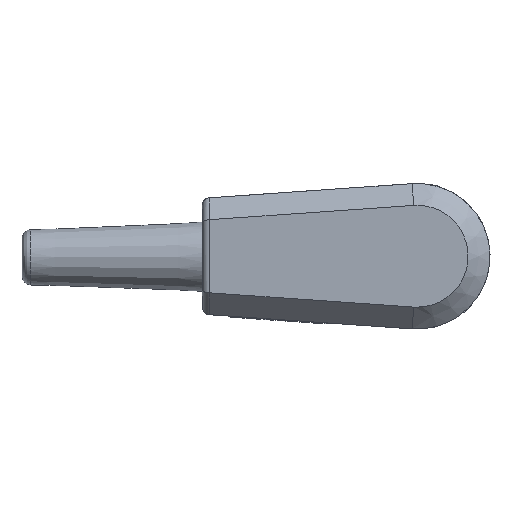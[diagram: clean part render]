
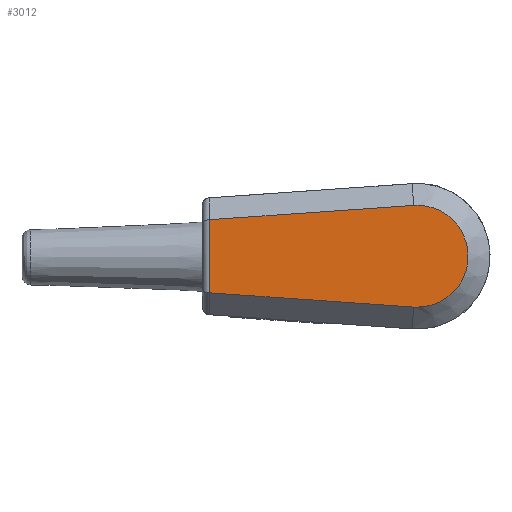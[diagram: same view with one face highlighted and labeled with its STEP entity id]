
A CAD part, left-side view. The second image highlights one B-rep face of the part: STEP entity #3012.
In plain terms, the highlighted planar face has unit normal (-1, 0, 0).
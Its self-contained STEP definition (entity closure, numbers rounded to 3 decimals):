
#3012=ADVANCED_FACE('4-0-6',(#3809),#3482,.T.);
#3482=PLANE('',#11637);
#3809=FACE_OUTER_BOUND('',#4298,.T.);
#4298=EDGE_LOOP('',(#5710,#5711,#5712,#5713));
#4765=CIRCLE('',#11636,7.);
#5710=ORIENTED_EDGE('',*,*,#9049,.T.);
#5711=ORIENTED_EDGE('',*,*,#9050,.T.);
#5712=ORIENTED_EDGE('',*,*,#9051,.T.);
#5713=ORIENTED_EDGE('',*,*,#9052,.T.);
#8040=VERTEX_POINT('',#15736);
#8041=VERTEX_POINT('',#15737);
#8042=VERTEX_POINT('',#15739);
#8043=VERTEX_POINT('',#15741);
#9049=EDGE_CURVE('',#8040,#8041,#10304,.T.);
#9050=EDGE_CURVE('',#8041,#8042,#10305,.T.);
#9051=EDGE_CURVE('',#8042,#8043,#4765,.T.);
#9052=EDGE_CURVE('',#8043,#8040,#10306,.T.);
#10304=LINE('',#15735,#11014);
#10305=LINE('',#15738,#11015);
#10306=LINE('',#15742,#11016);
#11014=VECTOR('',#13014,1.);
#11015=VECTOR('',#13015,1.);
#11016=VECTOR('',#13018,1.);
#11636=AXIS2_PLACEMENT_3D('',#15740,#13016,#13017);
#11637=AXIS2_PLACEMENT_3D('',#15743,#13019,#13020);
#13014=DIRECTION('',(0.,0.,-1.));
#13015=DIRECTION('',(0.,-0.998,-0.07));
#13016=DIRECTION('',(-1.,0.,0.));
#13017=DIRECTION('',(0.,0.07,-0.998));
#13018=DIRECTION('',(0.,0.998,-0.07));
#13019=DIRECTION('',(-1.,0.,0.));
#13020=DIRECTION('',(0.,0.,-1.));
#15735=CARTESIAN_POINT('',(-7.6,28.561,4.917));
#15736=CARTESIAN_POINT('',(-7.6,28.561,4.917));
#15737=CARTESIAN_POINT('',(-7.6,28.561,-5.131));
#15738=CARTESIAN_POINT('',(-7.6,28.561,-5.131));
#15739=CARTESIAN_POINT('',(-7.6,0.549,-7.09));
#15740=CARTESIAN_POINT('',(-7.6,0.061,-0.107));
#15741=CARTESIAN_POINT('',(-7.6,0.549,6.876));
#15742=CARTESIAN_POINT('',(-7.6,0.549,6.876));
#15743=CARTESIAN_POINT('',(-7.6,31.536,7.746));
